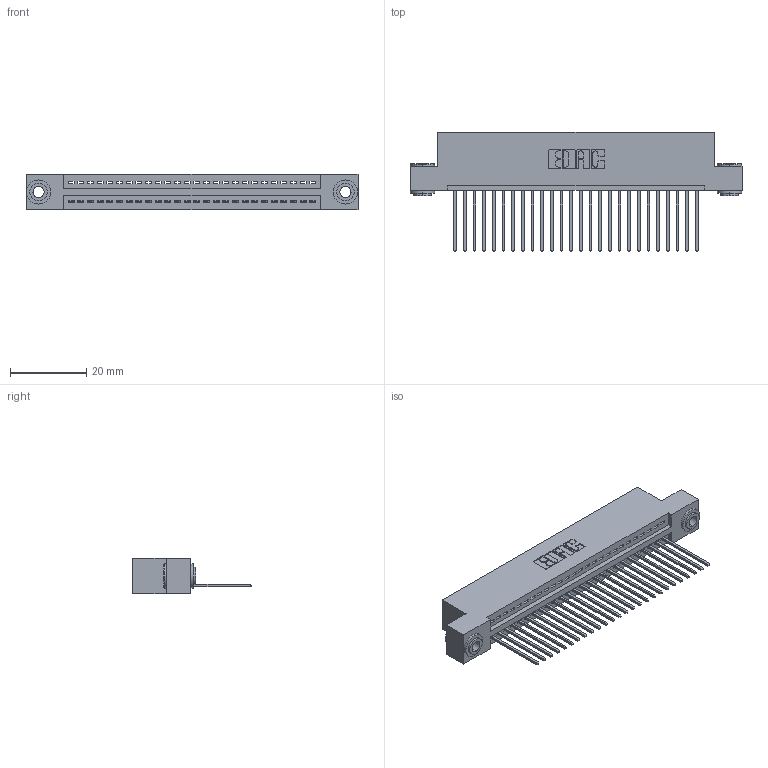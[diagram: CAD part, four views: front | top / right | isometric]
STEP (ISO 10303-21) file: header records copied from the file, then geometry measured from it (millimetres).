
FILE_DESCRIPTION (( 'STEP AP203' ), '1' );
FILE_NAME ('345-026-542-103.STEP', '2019-10-07T02:34:57', ( '' ), ( '' ), 'SwSTEP 2.0', 'SolidWorks 2016', '' );
FILE_SCHEMA (( 'CONFIG_CONTROL_DESIGN' ));
Length unit declared in the file: inch
Products named in the file (4): 345 Part_Flush Mounting Lugs - 0.156 Dia-TH; 345-292-001_345-293-142; 345-250-002_345-250-002-102; 345-026-542-103
Assembly tree (29 placements, depth 2):
  345-026-542-103
    345 Part_Flush Mounting Lugs - 0.156 Dia-TH
    345-292-001_345-293-142  x26
    345-250-002_345-250-002-102  x2
Bounding box: 87.25 x 31.29 x 9.4 mm (x, y, z)
Volume: 8233.2 mm3; surface area: 11304 mm2
Topology: 29 solids, 29 shells, 1672 faces, 4993 edges, 3290 vertices
Faces by surface type: plane 1130, cylinder 534, cone 8
Entity records: 22390 total; most frequent: CARTESIAN_POINT 3857, ORIENTED_EDGE 3810, DIRECTION 3423, EDGE_CURVE 1905, LINE 1645, VECTOR 1645, VERTEX_POINT 1266, AXIS2_PLACEMENT_3D 889
